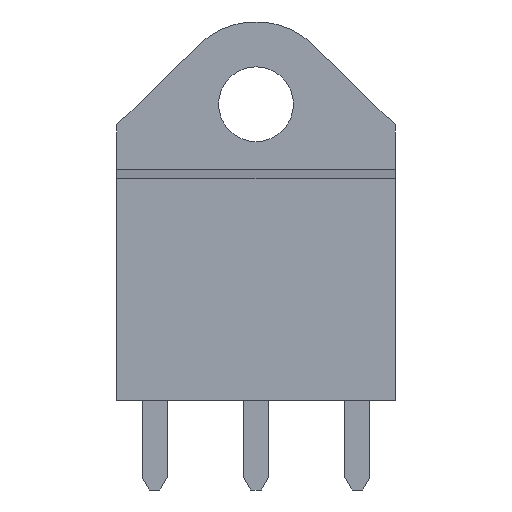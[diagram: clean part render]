
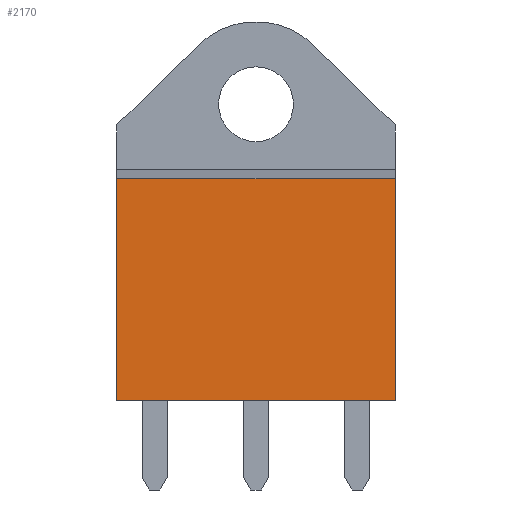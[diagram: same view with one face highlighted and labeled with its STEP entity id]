
A CAD part, left-side view. The second image highlights one B-rep face of the part: STEP entity #2170.
In plain terms, the highlighted planar face has unit normal (-1, 0, 0).
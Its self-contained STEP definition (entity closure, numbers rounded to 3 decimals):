
#150 = CARTESIAN_POINT ( 'NONE',  ( -2.3, 7.75, -12.85 ) ) ;
#746 = VERTEX_POINT ( 'NONE', #3671 ) ;
#1052 = DIRECTION ( 'NONE',  ( 0., -1., 0. ) ) ;
#1253 = CARTESIAN_POINT ( 'NONE',  ( -2.3, 7.75, -12.85 ) ) ;
#1848 = CARTESIAN_POINT ( 'NONE',  ( -2.3, 7.75, -0.5 ) ) ;
#2035 = DIRECTION ( 'NONE',  ( 0., 0., 1. ) ) ;
#2126 = PLANE ( 'NONE',  #4204 ) ;
#2170 = ADVANCED_FACE ( 'NONE', ( #12440 ), #2126, .T. ) ;
#3488 = VERTEX_POINT ( 'NONE', #8545 ) ;
#3671 = CARTESIAN_POINT ( 'NONE',  ( -2.3, -7.75, -12.85 ) ) ;
#4204 = AXIS2_PLACEMENT_3D ( 'NONE', #12277, #6317, #1052 ) ;
#4424 = VECTOR ( 'NONE', #11635, 1000. ) ;
#5219 = VECTOR ( 'NONE', #5958, 1000. ) ;
#5291 = CARTESIAN_POINT ( 'NONE',  ( -2.3, -7.75, -0.5 ) ) ;
#5837 = LINE ( 'NONE', #7850, #5219 ) ;
#5958 = DIRECTION ( 'NONE',  ( 0., 0., 1. ) ) ;
#6317 = DIRECTION ( 'NONE',  ( -1., 0., 0. ) ) ;
#6412 = VECTOR ( 'NONE', #12868, 1000. ) ;
#6537 = VERTEX_POINT ( 'NONE', #5291 ) ;
#6809 = VERTEX_POINT ( 'NONE', #1253 ) ;
#7078 = EDGE_CURVE ( 'NONE', #6809, #746, #7574, .T. ) ;
#7368 = LINE ( 'NONE', #150, #10722 ) ;
#7574 = LINE ( 'NONE', #10561, #4424 ) ;
#7667 = LINE ( 'NONE', #1848, #6412 ) ;
#7758 = EDGE_CURVE ( 'NONE', #6537, #3488, #7667, .T. ) ;
#7820 = EDGE_LOOP ( 'NONE', ( #8218, #13214, #9653, #10395 ) ) ;
#7850 = CARTESIAN_POINT ( 'NONE',  ( -2.3, -7.75, -12.85 ) ) ;
#8218 = ORIENTED_EDGE ( 'NONE', *, *, #11112, .T. ) ;
#8545 = CARTESIAN_POINT ( 'NONE',  ( -2.3, 7.75, -0.5 ) ) ;
#9653 = ORIENTED_EDGE ( 'NONE', *, *, #9897, .F. ) ;
#9897 = EDGE_CURVE ( 'NONE', #6809, #3488, #7368, .T. ) ;
#10395 = ORIENTED_EDGE ( 'NONE', *, *, #7078, .T. ) ;
#10561 = CARTESIAN_POINT ( 'NONE',  ( -2.3, 7.75, -12.85 ) ) ;
#10722 = VECTOR ( 'NONE', #2035, 1000. ) ;
#11112 = EDGE_CURVE ( 'NONE', #746, #6537, #5837, .T. ) ;
#11635 = DIRECTION ( 'NONE',  ( 0., -1., 0. ) ) ;
#12277 = CARTESIAN_POINT ( 'NONE',  ( -2.3, 7.75, -12.85 ) ) ;
#12440 = FACE_OUTER_BOUND ( 'NONE', #7820, .T. ) ;
#12868 = DIRECTION ( 'NONE',  ( 0., 1., 0. ) ) ;
#13214 = ORIENTED_EDGE ( 'NONE', *, *, #7758, .T. ) ;
